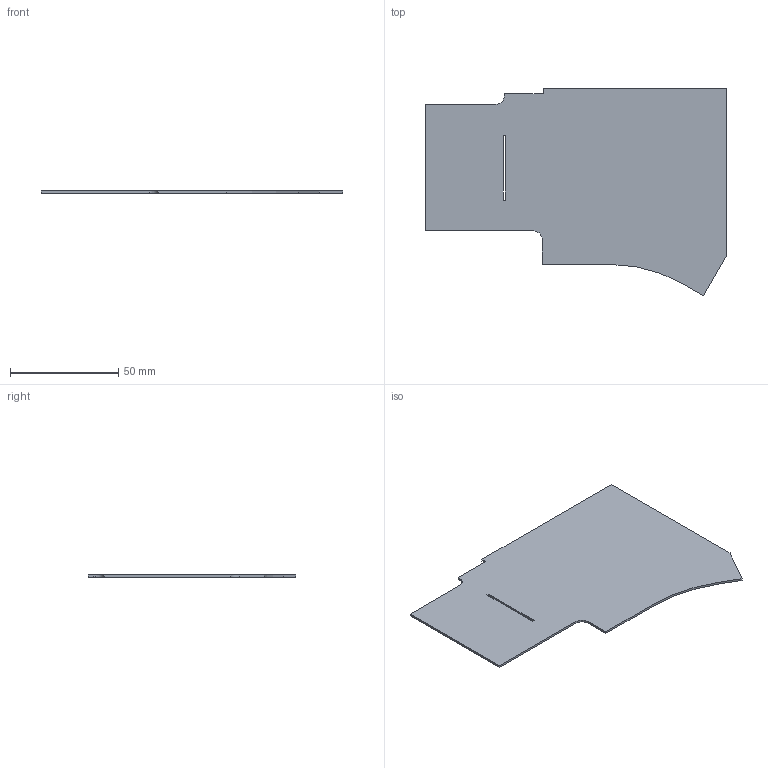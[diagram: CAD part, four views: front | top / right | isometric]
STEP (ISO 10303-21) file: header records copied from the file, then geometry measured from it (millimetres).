
FILE_DESCRIPTION (( 'STEP AP214' ), '1' );
FILE_NAME ('felt-cutout-template.STEP', '2025-01-28T07:19:33', ( '' ), ( '' ), 'SwSTEP 2.0', 'SolidWorks 2020', '' );
FILE_SCHEMA (( 'AUTOMOTIVE_DESIGN' ));
Length unit declared in the file: millimetre
Products named in the file (1): felt-cutout-template
Bounding box: 139.3 x 96 x 1 mm (x, y, z)
Volume: 10438.9 mm3; surface area: 21387.7 mm2
Topology: 1 solids, 1 shells, 21 faces, 57 edges, 38 vertices
Faces by surface type: plane 18, cylinder 3
Entity records: 695 total; most frequent: CARTESIAN_POINT 117, ORIENTED_EDGE 114, DIRECTION 107, EDGE_CURVE 57, VECTOR 51, LINE 51, VERTEX_POINT 38, AXIS2_PLACEMENT_3D 28
